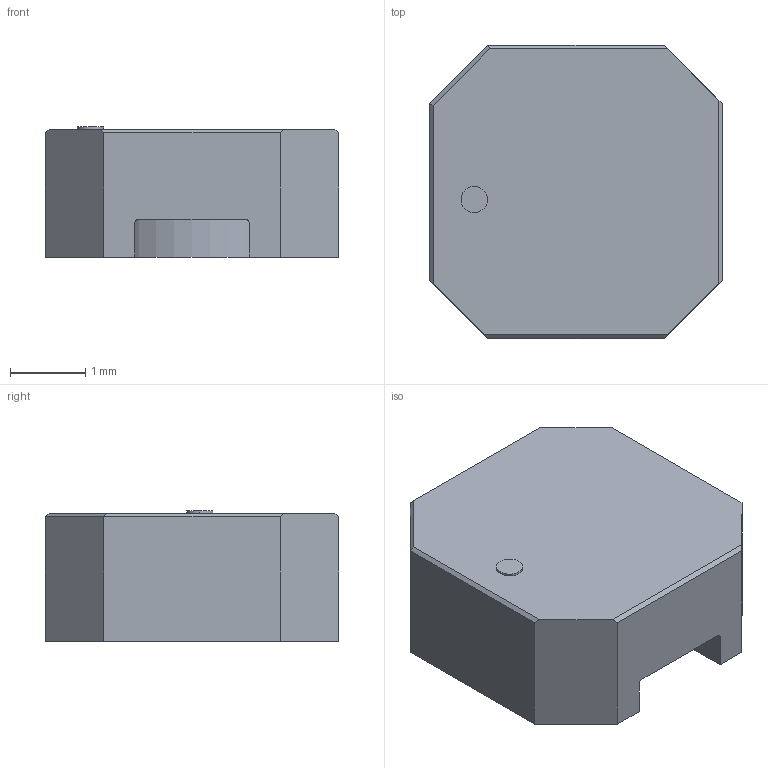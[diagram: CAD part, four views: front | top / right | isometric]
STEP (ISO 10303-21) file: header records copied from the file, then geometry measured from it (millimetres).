
FILE_DESCRIPTION (( 'STEP AP214' ), '1' );
FILE_NAME ('LPS4018-223MRC.STEP', '2021-12-29T11:27:39', ( '' ), ( '' ), 'SwSTEP 2.0', 'SolidWorks 2018', '' );
FILE_SCHEMA (( 'AUTOMOTIVE_DESIGN' ));
Length unit declared in the file: millimetre
Products named in the file (1): LPS4018-223MRC
Bounding box: 3.9 x 3.9 x 1.73 mm (x, y, z)
Volume: 19.6 mm3; surface area: 78.7 mm2
Topology: 1 solids, 1 shells, 50 faces, 136 edges, 90 vertices
Faces by surface type: plane 37, cylinder 13
Entity records: 2154 total; most frequent: CARTESIAN_POINT 277, ORIENTED_EDGE 272, DIRECTION 264, EDGE_CURVE 136, VECTOR 110, LINE 110, VERTEX_POINT 90, AXIS2_PLACEMENT_3D 77
